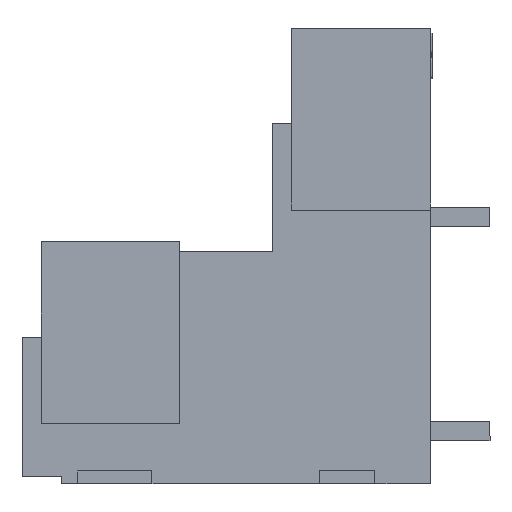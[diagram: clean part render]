
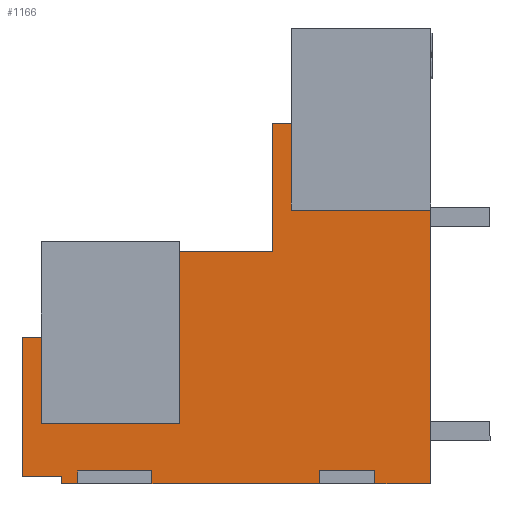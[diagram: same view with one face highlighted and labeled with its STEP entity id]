
A CAD part, left-side view. The second image highlights one B-rep face of the part: STEP entity #1166.
In plain terms, the highlighted planar face has unit normal (-1, 0, 0).
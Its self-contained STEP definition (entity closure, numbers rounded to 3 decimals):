
#1009=AXIS2_PLACEMENT_3D('Plane Axis2P3D',#1006,#1007,#1008) ;
#108=CARTESIAN_POINT('Vertex',(0.7,16.725,3.25)) ;
#111=CARTESIAN_POINT('Line Origine',(0.7,16.725,7.875)) ;
#115=CARTESIAN_POINT('Vertex',(0.7,16.725,12.5)) ;
#515=CARTESIAN_POINT('Line Origine',(0.7,24.175,5.575)) ;
#519=CARTESIAN_POINT('Vertex',(0.7,24.175,7.9)) ;
#521=CARTESIAN_POINT('Vertex',(0.7,24.175,3.25)) ;
#994=CARTESIAN_POINT('Line Origine',(0.7,20.45,3.25)) ;
#1006=CARTESIAN_POINT('Axis2P3D Location',(0.7,3.2,0.4)) ;
#1011=CARTESIAN_POINT('Line Origine',(0.7,13.7,0.)) ;
#1015=CARTESIAN_POINT('Vertex',(0.7,18.2,0.)) ;
#1017=CARTESIAN_POINT('Vertex',(0.7,9.2,0.)) ;
#1020=CARTESIAN_POINT('Line Origine',(0.7,9.2,0.35)) ;
#1024=CARTESIAN_POINT('Vertex',(0.7,9.2,0.7)) ;
#1027=CARTESIAN_POINT('Line Origine',(0.7,7.7,0.7)) ;
#1031=CARTESIAN_POINT('Vertex',(0.7,6.2,0.7)) ;
#1034=CARTESIAN_POINT('Line Origine',(0.7,6.2,0.35)) ;
#1038=CARTESIAN_POINT('Vertex',(0.7,6.2,0.)) ;
#1041=CARTESIAN_POINT('Line Origine',(0.7,4.7,0.)) ;
#1045=CARTESIAN_POINT('Vertex',(0.7,3.2,0.)) ;
#1048=CARTESIAN_POINT('Line Origine',(0.7,3.2,7.375)) ;
#1052=CARTESIAN_POINT('Vertex',(0.7,3.2,14.75)) ;
#1055=CARTESIAN_POINT('Line Origine',(0.7,6.95,14.75)) ;
#1059=CARTESIAN_POINT('Vertex',(0.7,10.7,14.75)) ;
#1062=CARTESIAN_POINT('Line Origine',(0.7,10.7,17.075)) ;
#1066=CARTESIAN_POINT('Vertex',(0.7,10.7,19.4)) ;
#1069=CARTESIAN_POINT('Line Origine',(0.7,11.2,19.4)) ;
#1073=CARTESIAN_POINT('Vertex',(0.7,11.7,19.4)) ;
#1076=CARTESIAN_POINT('Line Origine',(0.7,11.7,15.95)) ;
#1080=CARTESIAN_POINT('Vertex',(0.7,11.7,12.5)) ;
#1083=CARTESIAN_POINT('Line Origine',(0.7,14.213,12.5)) ;
#1088=CARTESIAN_POINT('Line Origine',(0.7,24.688,7.9)) ;
#1092=CARTESIAN_POINT('Vertex',(0.7,25.2,7.9)) ;
#1095=CARTESIAN_POINT('Line Origine',(0.7,25.2,4.15)) ;
#1099=CARTESIAN_POINT('Vertex',(0.7,25.2,0.4)) ;
#1102=CARTESIAN_POINT('Line Origine',(0.7,24.145,0.4)) ;
#1106=CARTESIAN_POINT('Vertex',(0.7,23.09,0.4)) ;
#1109=CARTESIAN_POINT('Line Origine',(0.7,23.09,0.2)) ;
#1113=CARTESIAN_POINT('Vertex',(0.7,23.09,0.)) ;
#1116=CARTESIAN_POINT('Line Origine',(0.7,22.645,0.)) ;
#1120=CARTESIAN_POINT('Vertex',(0.7,22.2,0.)) ;
#1123=CARTESIAN_POINT('Line Origine',(0.7,22.2,0.35)) ;
#1127=CARTESIAN_POINT('Vertex',(0.7,22.2,0.7)) ;
#1130=CARTESIAN_POINT('Line Origine',(0.7,20.2,0.7)) ;
#1134=CARTESIAN_POINT('Vertex',(0.7,18.2,0.7)) ;
#1137=CARTESIAN_POINT('Line Origine',(0.7,18.2,0.35)) ;
#112=DIRECTION('Vector Direction',(0.,0.,-1.)) ;
#516=DIRECTION('Vector Direction',(0.,0.,-1.)) ;
#995=DIRECTION('Vector Direction',(0.,-1.,0.)) ;
#1007=DIRECTION('Axis2P3D Direction',(-1.,0.,0.)) ;
#1008=DIRECTION('Axis2P3D XDirection',(0.,0.,-1.)) ;
#1012=DIRECTION('Vector Direction',(0.,-1.,0.)) ;
#1021=DIRECTION('Vector Direction',(0.,0.,1.)) ;
#1028=DIRECTION('Vector Direction',(0.,1.,0.)) ;
#1035=DIRECTION('Vector Direction',(0.,0.,1.)) ;
#1042=DIRECTION('Vector Direction',(0.,-1.,0.)) ;
#1049=DIRECTION('Vector Direction',(0.,0.,1.)) ;
#1056=DIRECTION('Vector Direction',(0.,-1.,0.)) ;
#1063=DIRECTION('Vector Direction',(0.,0.,-1.)) ;
#1070=DIRECTION('Vector Direction',(0.,1.,0.)) ;
#1077=DIRECTION('Vector Direction',(0.,0.,-1.)) ;
#1084=DIRECTION('Vector Direction',(0.,1.,0.)) ;
#1089=DIRECTION('Vector Direction',(0.,1.,0.)) ;
#1096=DIRECTION('Vector Direction',(0.,0.,1.)) ;
#1103=DIRECTION('Vector Direction',(0.,1.,0.)) ;
#1110=DIRECTION('Vector Direction',(0.,0.,1.)) ;
#1117=DIRECTION('Vector Direction',(0.,-1.,0.)) ;
#1124=DIRECTION('Vector Direction',(0.,0.,1.)) ;
#1131=DIRECTION('Vector Direction',(0.,1.,0.)) ;
#1138=DIRECTION('Vector Direction',(0.,0.,1.)) ;
#113=VECTOR('Line Direction',#112,1.) ;
#517=VECTOR('Line Direction',#516,1.) ;
#996=VECTOR('Line Direction',#995,1.) ;
#1013=VECTOR('Line Direction',#1012,1.) ;
#1022=VECTOR('Line Direction',#1021,1.) ;
#1029=VECTOR('Line Direction',#1028,1.) ;
#1036=VECTOR('Line Direction',#1035,1.) ;
#1043=VECTOR('Line Direction',#1042,1.) ;
#1050=VECTOR('Line Direction',#1049,1.) ;
#1057=VECTOR('Line Direction',#1056,1.) ;
#1064=VECTOR('Line Direction',#1063,1.) ;
#1071=VECTOR('Line Direction',#1070,1.) ;
#1078=VECTOR('Line Direction',#1077,1.) ;
#1085=VECTOR('Line Direction',#1084,1.) ;
#1090=VECTOR('Line Direction',#1089,1.) ;
#1097=VECTOR('Line Direction',#1096,1.) ;
#1104=VECTOR('Line Direction',#1103,1.) ;
#1111=VECTOR('Line Direction',#1110,1.) ;
#1118=VECTOR('Line Direction',#1117,1.) ;
#1125=VECTOR('Line Direction',#1124,1.) ;
#1132=VECTOR('Line Direction',#1131,1.) ;
#1139=VECTOR('Line Direction',#1138,1.) ;
#1143=ORIENTED_EDGE('',*,*,#1019,.T.) ;
#1144=ORIENTED_EDGE('',*,*,#1026,.T.) ;
#1145=ORIENTED_EDGE('',*,*,#1033,.F.) ;
#1146=ORIENTED_EDGE('',*,*,#1040,.F.) ;
#1147=ORIENTED_EDGE('',*,*,#1047,.T.) ;
#1148=ORIENTED_EDGE('',*,*,#1054,.T.) ;
#1149=ORIENTED_EDGE('',*,*,#1061,.F.) ;
#1150=ORIENTED_EDGE('',*,*,#1068,.F.) ;
#1151=ORIENTED_EDGE('',*,*,#1075,.T.) ;
#1152=ORIENTED_EDGE('',*,*,#1082,.T.) ;
#1153=ORIENTED_EDGE('',*,*,#1087,.T.) ;
#1154=ORIENTED_EDGE('',*,*,#117,.T.) ;
#1155=ORIENTED_EDGE('',*,*,#998,.F.) ;
#1156=ORIENTED_EDGE('',*,*,#523,.F.) ;
#1157=ORIENTED_EDGE('',*,*,#1094,.T.) ;
#1158=ORIENTED_EDGE('',*,*,#1101,.F.) ;
#1159=ORIENTED_EDGE('',*,*,#1108,.F.) ;
#1160=ORIENTED_EDGE('',*,*,#1115,.F.) ;
#1161=ORIENTED_EDGE('',*,*,#1122,.T.) ;
#1162=ORIENTED_EDGE('',*,*,#1129,.T.) ;
#1163=ORIENTED_EDGE('',*,*,#1136,.F.) ;
#1164=ORIENTED_EDGE('',*,*,#1141,.F.) ;
#1166=ADVANCED_FACE('HOUSING',(#1165),#1010,.T.) ;
#117=EDGE_CURVE('',#116,#109,#114,.T.) ;
#523=EDGE_CURVE('',#520,#522,#518,.T.) ;
#998=EDGE_CURVE('',#522,#109,#997,.T.) ;
#1019=EDGE_CURVE('',#1016,#1018,#1014,.T.) ;
#1026=EDGE_CURVE('',#1018,#1025,#1023,.T.) ;
#1033=EDGE_CURVE('',#1032,#1025,#1030,.T.) ;
#1040=EDGE_CURVE('',#1039,#1032,#1037,.T.) ;
#1047=EDGE_CURVE('',#1039,#1046,#1044,.T.) ;
#1054=EDGE_CURVE('',#1046,#1053,#1051,.T.) ;
#1061=EDGE_CURVE('',#1060,#1053,#1058,.T.) ;
#1068=EDGE_CURVE('',#1067,#1060,#1065,.T.) ;
#1075=EDGE_CURVE('',#1067,#1074,#1072,.T.) ;
#1082=EDGE_CURVE('',#1074,#1081,#1079,.T.) ;
#1087=EDGE_CURVE('',#1081,#116,#1086,.T.) ;
#1094=EDGE_CURVE('',#520,#1093,#1091,.T.) ;
#1101=EDGE_CURVE('',#1100,#1093,#1098,.T.) ;
#1108=EDGE_CURVE('',#1107,#1100,#1105,.T.) ;
#1115=EDGE_CURVE('',#1114,#1107,#1112,.T.) ;
#1122=EDGE_CURVE('',#1114,#1121,#1119,.T.) ;
#1129=EDGE_CURVE('',#1121,#1128,#1126,.T.) ;
#1136=EDGE_CURVE('',#1135,#1128,#1133,.T.) ;
#1141=EDGE_CURVE('',#1016,#1135,#1140,.T.) ;
#1142=EDGE_LOOP('',(#1143,#1144,#1145,#1146,#1147,#1148,#1149,#1150,#1151,#1152,#1153,#1154,#1155,#1156,#1157,#1158,#1159,#1160,#1161,#1162,#1163,#1164)) ;
#1165=FACE_OUTER_BOUND('',#1142,.T.) ;
#114=LINE('Line',#111,#113) ;
#518=LINE('Line',#515,#517) ;
#997=LINE('Line',#994,#996) ;
#1014=LINE('Line',#1011,#1013) ;
#1023=LINE('Line',#1020,#1022) ;
#1030=LINE('Line',#1027,#1029) ;
#1037=LINE('Line',#1034,#1036) ;
#1044=LINE('Line',#1041,#1043) ;
#1051=LINE('Line',#1048,#1050) ;
#1058=LINE('Line',#1055,#1057) ;
#1065=LINE('Line',#1062,#1064) ;
#1072=LINE('Line',#1069,#1071) ;
#1079=LINE('Line',#1076,#1078) ;
#1086=LINE('Line',#1083,#1085) ;
#1091=LINE('Line',#1088,#1090) ;
#1098=LINE('Line',#1095,#1097) ;
#1105=LINE('Line',#1102,#1104) ;
#1112=LINE('Line',#1109,#1111) ;
#1119=LINE('Line',#1116,#1118) ;
#1126=LINE('Line',#1123,#1125) ;
#1133=LINE('Line',#1130,#1132) ;
#1140=LINE('Line',#1137,#1139) ;
#1010=PLANE('',#1009) ;
#109=VERTEX_POINT('',#108) ;
#116=VERTEX_POINT('',#115) ;
#520=VERTEX_POINT('',#519) ;
#522=VERTEX_POINT('',#521) ;
#1016=VERTEX_POINT('',#1015) ;
#1018=VERTEX_POINT('',#1017) ;
#1025=VERTEX_POINT('',#1024) ;
#1032=VERTEX_POINT('',#1031) ;
#1039=VERTEX_POINT('',#1038) ;
#1046=VERTEX_POINT('',#1045) ;
#1053=VERTEX_POINT('',#1052) ;
#1060=VERTEX_POINT('',#1059) ;
#1067=VERTEX_POINT('',#1066) ;
#1074=VERTEX_POINT('',#1073) ;
#1081=VERTEX_POINT('',#1080) ;
#1093=VERTEX_POINT('',#1092) ;
#1100=VERTEX_POINT('',#1099) ;
#1107=VERTEX_POINT('',#1106) ;
#1114=VERTEX_POINT('',#1113) ;
#1121=VERTEX_POINT('',#1120) ;
#1128=VERTEX_POINT('',#1127) ;
#1135=VERTEX_POINT('',#1134) ;
